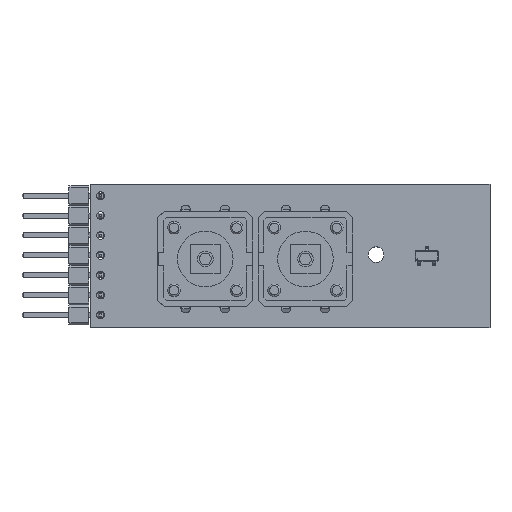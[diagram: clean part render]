
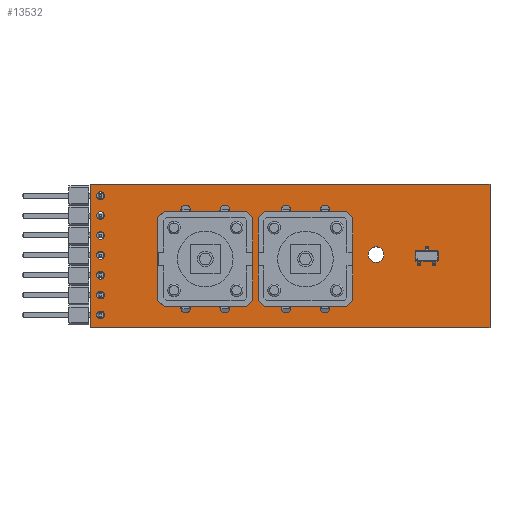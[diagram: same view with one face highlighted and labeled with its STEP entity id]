
A CAD part, top view. The second image highlights one B-rep face of the part: STEP entity #13532.
In plain terms, the highlighted planar face has unit normal (0, 0, 1).
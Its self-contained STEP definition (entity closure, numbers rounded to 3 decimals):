
#13200 = VERTEX_POINT('',#13201);
#13201 = CARTESIAN_POINT('',(147.44,-69.38,1.6));
#13207 = EDGE_CURVE('',#13200,#13208,#13210,.T.);
#13208 = VERTEX_POINT('',#13209);
#13209 = CARTESIAN_POINT('',(96.44,-69.38,1.6));
#13210 = LINE('',#13211,#13212);
#13211 = CARTESIAN_POINT('',(147.44,-69.38,1.6));
#13212 = VECTOR('',#13213,1.);
#13213 = DIRECTION('',(-1.,0.,0.));
#13240 = VERTEX_POINT('',#13241);
#13241 = CARTESIAN_POINT('',(147.44,-51.03,1.6));
#13247 = EDGE_CURVE('',#13240,#13200,#13248,.T.);
#13248 = LINE('',#13249,#13250);
#13249 = CARTESIAN_POINT('',(147.44,-51.03,1.6));
#13250 = VECTOR('',#13251,1.);
#13251 = DIRECTION('',(0.,-1.,0.));
#13269 = EDGE_CURVE('',#13208,#13270,#13272,.T.);
#13270 = VERTEX_POINT('',#13271);
#13271 = CARTESIAN_POINT('',(96.44,-51.03,1.6));
#13272 = LINE('',#13273,#13274);
#13273 = CARTESIAN_POINT('',(96.44,-69.38,1.6));
#13274 = VECTOR('',#13275,1.);
#13275 = DIRECTION('',(0.,1.,0.));
#13532 = ADVANCED_FACE('',(#13533,#13544,#13555,#13566,#13577,#13588,
    #13599,#13610,#13621,#13632,#13643,#13654,#13665,#13676,#13687,
    #13698,#13709,#13720,#13731,#13742,#13753),#13764,.T.);
#13533 = FACE_BOUND('',#13534,.T.);
#13534 = EDGE_LOOP('',(#13535,#13536,#13537,#13543));
#13535 = ORIENTED_EDGE('',*,*,#13207,.F.);
#13536 = ORIENTED_EDGE('',*,*,#13247,.F.);
#13537 = ORIENTED_EDGE('',*,*,#13538,.F.);
#13538 = EDGE_CURVE('',#13270,#13240,#13539,.T.);
#13539 = LINE('',#13540,#13541);
#13540 = CARTESIAN_POINT('',(96.44,-51.03,1.6));
#13541 = VECTOR('',#13542,1.);
#13542 = DIRECTION('',(1.,0.,0.));
#13543 = ORIENTED_EDGE('',*,*,#13269,.F.);
#13544 = FACE_BOUND('',#13545,.T.);
#13545 = EDGE_LOOP('',(#13546));
#13546 = ORIENTED_EDGE('',*,*,#13547,.T.);
#13547 = EDGE_CURVE('',#13548,#13548,#13550,.T.);
#13548 = VERTEX_POINT('',#13549);
#13549 = CARTESIAN_POINT('',(97.67,-68.24,1.6));
#13550 = CIRCLE('',#13551,0.5);
#13551 = AXIS2_PLACEMENT_3D('',#13552,#13553,#13554);
#13552 = CARTESIAN_POINT('',(97.67,-67.74,1.6));
#13553 = DIRECTION('',(-0.,0.,-1.));
#13554 = DIRECTION('',(-0.,-1.,0.));
#13555 = FACE_BOUND('',#13556,.T.);
#13556 = EDGE_LOOP('',(#13557));
#13557 = ORIENTED_EDGE('',*,*,#13558,.T.);
#13558 = EDGE_CURVE('',#13559,#13559,#13561,.T.);
#13559 = VERTEX_POINT('',#13560);
#13560 = CARTESIAN_POINT('',(97.67,-65.7,1.6));
#13561 = CIRCLE('',#13562,0.5);
#13562 = AXIS2_PLACEMENT_3D('',#13563,#13564,#13565);
#13563 = CARTESIAN_POINT('',(97.67,-65.2,1.6));
#13564 = DIRECTION('',(-0.,0.,-1.));
#13565 = DIRECTION('',(-0.,-1.,0.));
#13566 = FACE_BOUND('',#13567,.T.);
#13567 = EDGE_LOOP('',(#13568));
#13568 = ORIENTED_EDGE('',*,*,#13569,.T.);
#13569 = EDGE_CURVE('',#13570,#13570,#13572,.T.);
#13570 = VERTEX_POINT('',#13571);
#13571 = CARTESIAN_POINT('',(108.555,-67.469,1.6));
#13572 = CIRCLE('',#13573,0.625);
#13573 = AXIS2_PLACEMENT_3D('',#13574,#13575,#13576);
#13574 = CARTESIAN_POINT('',(108.555,-66.844,1.6));
#13575 = DIRECTION('',(-0.,0.,-1.));
#13576 = DIRECTION('',(-0.,-1.,0.));
#13577 = FACE_BOUND('',#13578,.T.);
#13578 = EDGE_LOOP('',(#13579));
#13579 = ORIENTED_EDGE('',*,*,#13580,.T.);
#13580 = EDGE_CURVE('',#13581,#13581,#13583,.T.);
#13581 = VERTEX_POINT('',#13582);
#13582 = CARTESIAN_POINT('',(113.555,-67.469,1.6));
#13583 = CIRCLE('',#13584,0.625);
#13584 = AXIS2_PLACEMENT_3D('',#13585,#13586,#13587);
#13585 = CARTESIAN_POINT('',(113.555,-66.844,1.6));
#13586 = DIRECTION('',(-0.,0.,-1.));
#13587 = DIRECTION('',(-0.,-1.,0.));
#13588 = FACE_BOUND('',#13589,.T.);
#13589 = EDGE_LOOP('',(#13590));
#13590 = ORIENTED_EDGE('',*,*,#13591,.T.);
#13591 = EDGE_CURVE('',#13592,#13592,#13594,.T.);
#13592 = VERTEX_POINT('',#13593);
#13593 = CARTESIAN_POINT('',(97.67,-63.16,1.6));
#13594 = CIRCLE('',#13595,0.5);
#13595 = AXIS2_PLACEMENT_3D('',#13596,#13597,#13598);
#13596 = CARTESIAN_POINT('',(97.67,-62.66,1.6));
#13597 = DIRECTION('',(-0.,0.,-1.));
#13598 = DIRECTION('',(-0.,-1.,0.));
#13599 = FACE_BOUND('',#13600,.T.);
#13600 = EDGE_LOOP('',(#13601));
#13601 = ORIENTED_EDGE('',*,*,#13602,.T.);
#13602 = EDGE_CURVE('',#13603,#13603,#13605,.T.);
#13603 = VERTEX_POINT('',#13604);
#13604 = CARTESIAN_POINT('',(106.555,-61.519,1.6));
#13605 = CIRCLE('',#13606,0.925);
#13606 = AXIS2_PLACEMENT_3D('',#13607,#13608,#13609);
#13607 = CARTESIAN_POINT('',(106.555,-60.594,1.6));
#13608 = DIRECTION('',(-0.,0.,-1.));
#13609 = DIRECTION('',(-0.,-1.,0.));
#13610 = FACE_BOUND('',#13611,.T.);
#13611 = EDGE_LOOP('',(#13612));
#13612 = ORIENTED_EDGE('',*,*,#13613,.T.);
#13613 = EDGE_CURVE('',#13614,#13614,#13616,.T.);
#13614 = VERTEX_POINT('',#13615);
#13615 = CARTESIAN_POINT('',(121.355,-67.479,1.6));
#13616 = CIRCLE('',#13617,0.625);
#13617 = AXIS2_PLACEMENT_3D('',#13618,#13619,#13620);
#13618 = CARTESIAN_POINT('',(121.355,-66.854,1.6));
#13619 = DIRECTION('',(-0.,0.,-1.));
#13620 = DIRECTION('',(-0.,-1.,0.));
#13621 = FACE_BOUND('',#13622,.T.);
#13622 = EDGE_LOOP('',(#13623));
#13623 = ORIENTED_EDGE('',*,*,#13624,.T.);
#13624 = EDGE_CURVE('',#13625,#13625,#13627,.T.);
#13625 = VERTEX_POINT('',#13626);
#13626 = CARTESIAN_POINT('',(126.355,-67.479,1.6));
#13627 = CIRCLE('',#13628,0.625);
#13628 = AXIS2_PLACEMENT_3D('',#13629,#13630,#13631);
#13629 = CARTESIAN_POINT('',(126.355,-66.854,1.6));
#13630 = DIRECTION('',(-0.,0.,-1.));
#13631 = DIRECTION('',(-0.,-1.,0.));
#13632 = FACE_BOUND('',#13633,.T.);
#13633 = EDGE_LOOP('',(#13634));
#13634 = ORIENTED_EDGE('',*,*,#13635,.T.);
#13635 = EDGE_CURVE('',#13636,#13636,#13638,.T.);
#13636 = VERTEX_POINT('',#13637);
#13637 = CARTESIAN_POINT('',(115.555,-61.519,1.6));
#13638 = CIRCLE('',#13639,0.925);
#13639 = AXIS2_PLACEMENT_3D('',#13640,#13641,#13642);
#13640 = CARTESIAN_POINT('',(115.555,-60.594,1.6));
#13641 = DIRECTION('',(-0.,0.,-1.));
#13642 = DIRECTION('',(-0.,-1.,0.));
#13643 = FACE_BOUND('',#13644,.T.);
#13644 = EDGE_LOOP('',(#13645));
#13645 = ORIENTED_EDGE('',*,*,#13646,.T.);
#13646 = EDGE_CURVE('',#13647,#13647,#13649,.T.);
#13647 = VERTEX_POINT('',#13648);
#13648 = CARTESIAN_POINT('',(119.355,-61.529,1.6));
#13649 = CIRCLE('',#13650,0.925);
#13650 = AXIS2_PLACEMENT_3D('',#13651,#13652,#13653);
#13651 = CARTESIAN_POINT('',(119.355,-60.604,1.6));
#13652 = DIRECTION('',(-0.,0.,-1.));
#13653 = DIRECTION('',(-0.,-1.,0.));
#13654 = FACE_BOUND('',#13655,.T.);
#13655 = EDGE_LOOP('',(#13656));
#13656 = ORIENTED_EDGE('',*,*,#13657,.T.);
#13657 = EDGE_CURVE('',#13658,#13658,#13660,.T.);
#13658 = VERTEX_POINT('',#13659);
#13659 = CARTESIAN_POINT('',(128.355,-61.529,1.6));
#13660 = CIRCLE('',#13661,0.925);
#13661 = AXIS2_PLACEMENT_3D('',#13662,#13663,#13664);
#13662 = CARTESIAN_POINT('',(128.355,-60.604,1.6));
#13663 = DIRECTION('',(-0.,0.,-1.));
#13664 = DIRECTION('',(0.,-1.,0.));
#13665 = FACE_BOUND('',#13666,.T.);
#13666 = EDGE_LOOP('',(#13667));
#13667 = ORIENTED_EDGE('',*,*,#13668,.T.);
#13668 = EDGE_CURVE('',#13669,#13669,#13671,.T.);
#13669 = VERTEX_POINT('',#13670);
#13670 = CARTESIAN_POINT('',(97.67,-60.62,1.6));
#13671 = CIRCLE('',#13672,0.5);
#13672 = AXIS2_PLACEMENT_3D('',#13673,#13674,#13675);
#13673 = CARTESIAN_POINT('',(97.67,-60.12,1.6));
#13674 = DIRECTION('',(-0.,0.,-1.));
#13675 = DIRECTION('',(-0.,-1.,0.));
#13676 = FACE_BOUND('',#13677,.T.);
#13677 = EDGE_LOOP('',(#13678));
#13678 = ORIENTED_EDGE('',*,*,#13679,.T.);
#13679 = EDGE_CURVE('',#13680,#13680,#13682,.T.);
#13680 = VERTEX_POINT('',#13681);
#13681 = CARTESIAN_POINT('',(97.67,-58.08,1.6));
#13682 = CIRCLE('',#13683,0.5);
#13683 = AXIS2_PLACEMENT_3D('',#13684,#13685,#13686);
#13684 = CARTESIAN_POINT('',(97.67,-57.58,1.6));
#13685 = DIRECTION('',(-0.,0.,-1.));
#13686 = DIRECTION('',(-0.,-1.,0.));
#13687 = FACE_BOUND('',#13688,.T.);
#13688 = EDGE_LOOP('',(#13689));
#13689 = ORIENTED_EDGE('',*,*,#13690,.T.);
#13690 = EDGE_CURVE('',#13691,#13691,#13693,.T.);
#13691 = VERTEX_POINT('',#13692);
#13692 = CARTESIAN_POINT('',(97.67,-55.54,1.6));
#13693 = CIRCLE('',#13694,0.5);
#13694 = AXIS2_PLACEMENT_3D('',#13695,#13696,#13697);
#13695 = CARTESIAN_POINT('',(97.67,-55.04,1.6));
#13696 = DIRECTION('',(-0.,0.,-1.));
#13697 = DIRECTION('',(-0.,-1.,0.));
#13698 = FACE_BOUND('',#13699,.T.);
#13699 = EDGE_LOOP('',(#13700));
#13700 = ORIENTED_EDGE('',*,*,#13701,.T.);
#13701 = EDGE_CURVE('',#13702,#13702,#13704,.T.);
#13702 = VERTEX_POINT('',#13703);
#13703 = CARTESIAN_POINT('',(97.67,-53.,1.6));
#13704 = CIRCLE('',#13705,0.5);
#13705 = AXIS2_PLACEMENT_3D('',#13706,#13707,#13708);
#13706 = CARTESIAN_POINT('',(97.67,-52.5,1.6));
#13707 = DIRECTION('',(-0.,0.,-1.));
#13708 = DIRECTION('',(-0.,-1.,0.));
#13709 = FACE_BOUND('',#13710,.T.);
#13710 = EDGE_LOOP('',(#13711));
#13711 = ORIENTED_EDGE('',*,*,#13712,.T.);
#13712 = EDGE_CURVE('',#13713,#13713,#13715,.T.);
#13713 = VERTEX_POINT('',#13714);
#13714 = CARTESIAN_POINT('',(108.555,-54.969,1.6));
#13715 = CIRCLE('',#13716,0.625);
#13716 = AXIS2_PLACEMENT_3D('',#13717,#13718,#13719);
#13717 = CARTESIAN_POINT('',(108.555,-54.344,1.6));
#13718 = DIRECTION('',(-0.,0.,-1.));
#13719 = DIRECTION('',(-0.,-1.,0.));
#13720 = FACE_BOUND('',#13721,.T.);
#13721 = EDGE_LOOP('',(#13722));
#13722 = ORIENTED_EDGE('',*,*,#13723,.T.);
#13723 = EDGE_CURVE('',#13724,#13724,#13726,.T.);
#13724 = VERTEX_POINT('',#13725);
#13725 = CARTESIAN_POINT('',(113.555,-54.969,1.6));
#13726 = CIRCLE('',#13727,0.625);
#13727 = AXIS2_PLACEMENT_3D('',#13728,#13729,#13730);
#13728 = CARTESIAN_POINT('',(113.555,-54.344,1.6));
#13729 = DIRECTION('',(-0.,0.,-1.));
#13730 = DIRECTION('',(-0.,-1.,0.));
#13731 = FACE_BOUND('',#13732,.T.);
#13732 = EDGE_LOOP('',(#13733));
#13733 = ORIENTED_EDGE('',*,*,#13734,.F.);
#13734 = EDGE_CURVE('',#13735,#13735,#13737,.T.);
#13735 = VERTEX_POINT('',#13736);
#13736 = CARTESIAN_POINT('',(133.88,-60.04,1.6));
#13737 = CIRCLE('',#13738,1.);
#13738 = AXIS2_PLACEMENT_3D('',#13739,#13740,#13741);
#13739 = CARTESIAN_POINT('',(132.88,-60.04,1.6));
#13740 = DIRECTION('',(0.,0.,1.));
#13741 = DIRECTION('',(1.,0.,-0.));
#13742 = FACE_BOUND('',#13743,.T.);
#13743 = EDGE_LOOP('',(#13744));
#13744 = ORIENTED_EDGE('',*,*,#13745,.T.);
#13745 = EDGE_CURVE('',#13746,#13746,#13748,.T.);
#13746 = VERTEX_POINT('',#13747);
#13747 = CARTESIAN_POINT('',(121.355,-54.979,1.6));
#13748 = CIRCLE('',#13749,0.625);
#13749 = AXIS2_PLACEMENT_3D('',#13750,#13751,#13752);
#13750 = CARTESIAN_POINT('',(121.355,-54.354,1.6));
#13751 = DIRECTION('',(-0.,0.,-1.));
#13752 = DIRECTION('',(-0.,-1.,0.));
#13753 = FACE_BOUND('',#13754,.T.);
#13754 = EDGE_LOOP('',(#13755));
#13755 = ORIENTED_EDGE('',*,*,#13756,.T.);
#13756 = EDGE_CURVE('',#13757,#13757,#13759,.T.);
#13757 = VERTEX_POINT('',#13758);
#13758 = CARTESIAN_POINT('',(126.355,-54.979,1.6));
#13759 = CIRCLE('',#13760,0.625);
#13760 = AXIS2_PLACEMENT_3D('',#13761,#13762,#13763);
#13761 = CARTESIAN_POINT('',(126.355,-54.354,1.6));
#13762 = DIRECTION('',(-0.,0.,-1.));
#13763 = DIRECTION('',(-0.,-1.,0.));
#13764 = PLANE('',#13765);
#13765 = AXIS2_PLACEMENT_3D('',#13766,#13767,#13768);
#13766 = CARTESIAN_POINT('',(0.,0.,1.6));
#13767 = DIRECTION('',(0.,0.,1.));
#13768 = DIRECTION('',(1.,0.,-0.));
